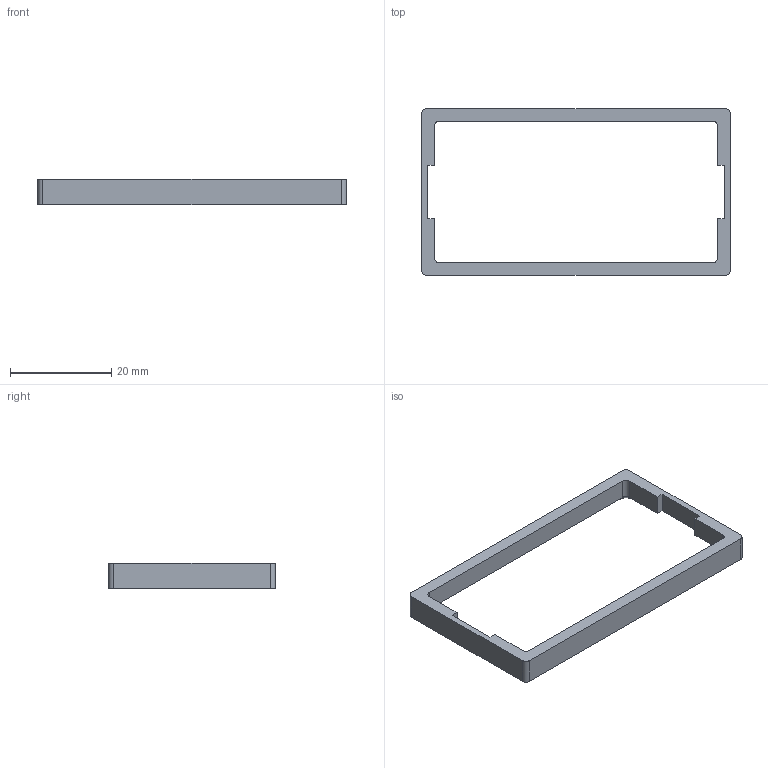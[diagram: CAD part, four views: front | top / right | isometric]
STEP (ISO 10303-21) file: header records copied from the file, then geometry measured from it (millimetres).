
FILE_DESCRIPTION(/* description */ (''),/* implementation_level */ '2;1');
FILE_NAME(/* name */ 'ledy_bateryjki_ramka_check.stp',/* time_stamp */ '2025-12-27T11:29:28+01:00',/* author */ ('szymo'),/* organization */ (''),/* preprocessor_version */ 'ST-DEVELOPER v19',/* originating_system */ 'Autodesk Inventor 2023',/* authorisation */ '');
FILE_SCHEMA (('AUTOMOTIVE_DESIGN { 1 0 10303 214 3 1 1 }'));
Length unit declared in the file: millimetre
Products named in the file (1): ledy_bateryjki_ramka_check
Bounding box: 61 x 33 x 5 mm (x, y, z)
Volume: 2001.7 mm3; surface area: 2525.1 mm2
Topology: 1 solids, 1 shells, 42 faces, 104 edges, 64 vertices
Faces by surface type: plane 30, cylinder 8, cone 4
Entity records: 1267 total; most frequent: CARTESIAN_POINT 211, DIRECTION 210, ORIENTED_EDGE 208, EDGE_CURVE 104, LINE 84, VECTOR 84, VERTEX_POINT 64, AXIS2_PLACEMENT_3D 63
